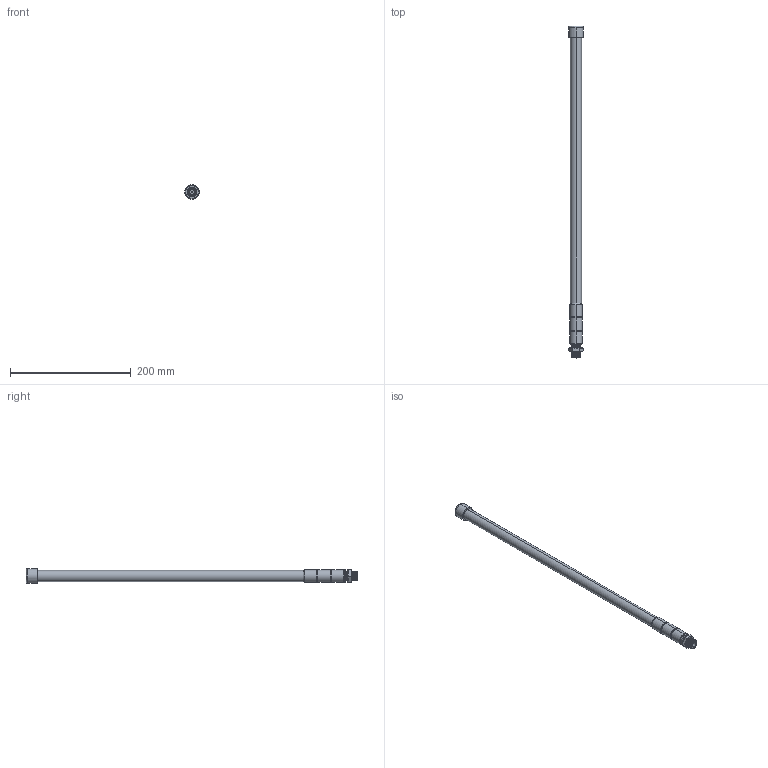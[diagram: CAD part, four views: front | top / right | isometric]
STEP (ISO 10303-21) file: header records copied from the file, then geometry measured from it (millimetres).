
FILE_DESCRIPTION (( 'STEP AP203' ), '1' );
FILE_NAME ('OMB.5900.B10F21.STEP', '2018-03-02T01:24:37', ( '' ), ( '' ), 'SwSTEP 2.0', 'SolidWorks 2017', '' );
FILE_SCHEMA (( 'CONFIG_CONTROL_DESIGN' ));
Length unit declared in the file: millimetre
Products named in the file (5): Q5800AD12; CHAZHEN; DIANQUAN; BIANLUOMU; OMB.5900.B10F21
Assembly tree (4 placements, depth 2):
  OMB.5900.B10F21
    Q5800AD12
    CHAZHEN
    DIANQUAN
    BIANLUOMU
Bounding box: 24.25 x 550 x 24 mm (x, y, z)
Volume: 155128.6 mm3; surface area: 36120 mm2
Topology: 4 solids, 4 shells, 169 faces, 424 edges, 277 vertices
Faces by surface type: cylinder 78, plane 53, cone 26, bspline 12
Entity records: 11401 total; most frequent: CARTESIAN_POINT 7065, ORIENTED_EDGE 848, DIRECTION 714, EDGE_CURVE 424, AXIS2_PLACEMENT_3D 290, VERTEX_POINT 277, EDGE_LOOP 187, ADVANCED_FACE 169
